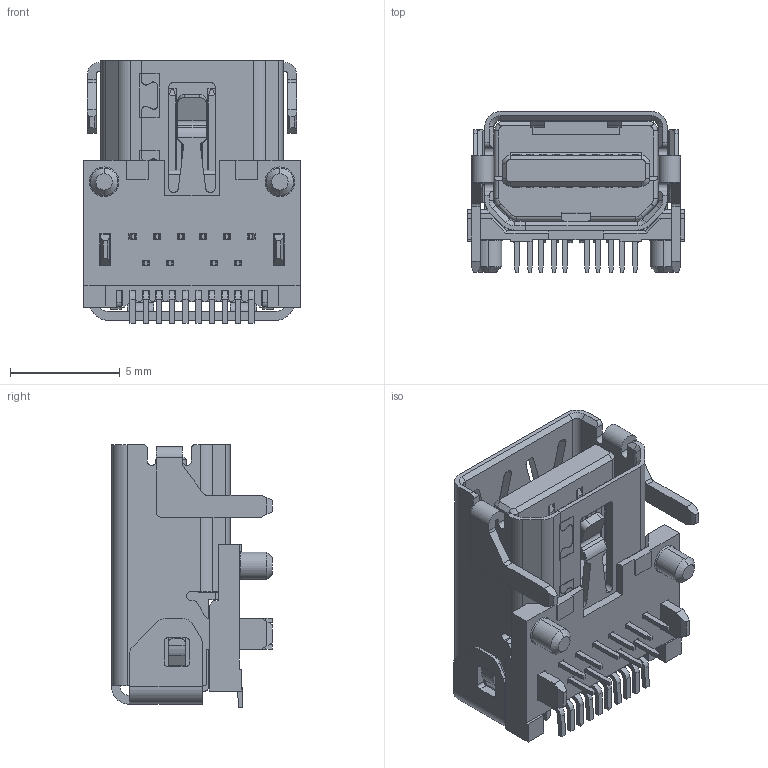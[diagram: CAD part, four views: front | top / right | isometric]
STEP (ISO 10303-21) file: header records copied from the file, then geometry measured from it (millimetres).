
FILE_DESCRIPTION (( 'STEP AP214' ), '1' );
FILE_NAME ('24-02704---Customer-P(338)A16.STEP', '2020-03-13T11:40:43', ( '' ), ( '' ), 'SwSTEP 2.0', 'SolidWorks 2018', '' );
FILE_SCHEMA (( 'AUTOMOTIVE_DESIGN' ));
Length unit declared in the file: millimetre
Products named in the file (1): 24-02704---Customer-P(338)A16
Bounding box: 9.85 x 7.32 x 11.97 mm (x, y, z)
Volume: 317.7 mm3; surface area: 1382.2 mm2
Topology: 1 solids, 3 shells, 1470 faces, 4106 edges, 2650 vertices
Faces by surface type: plane 1127, cylinder 297, torus 18, cone 18, bspline 6, sphere 4
Entity records: 63036 total; most frequent: CARTESIAN_POINT 8565, ORIENTED_EDGE 8204, DIRECTION 7618, EDGE_CURVE 4102, VECTOR 3444, LINE 3444, VERTEX_POINT 2650, AXIS2_PLACEMENT_3D 2087
